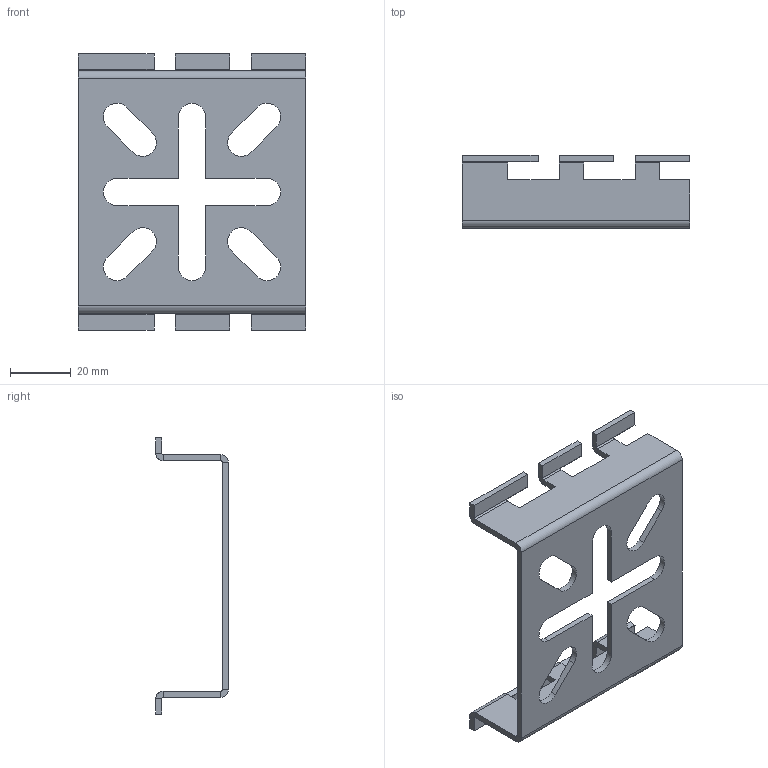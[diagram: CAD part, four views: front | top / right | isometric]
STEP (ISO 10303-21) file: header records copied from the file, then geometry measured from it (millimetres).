
FILE_DESCRIPTION (( 'STEP AP203' ), '1' );
FILE_NAME ('00406528.STEP', '2021-07-08T02:54:49', ( '' ), ( '' ), 'SwSTEP 2.0', 'SolidWorks 2020', '' );
FILE_SCHEMA (( 'CONFIG_CONTROL_DESIGN' ));
Length unit declared in the file: millimetre
Products named in the file (1): 00406528
Bounding box: 75 x 24 x 91 mm (x, y, z)
Volume: 14994.9 mm3; surface area: 17125.9 mm2
Topology: 1 solids, 1 shells, 135 faces, 335 edges, 202 vertices
Faces by surface type: plane 102, cylinder 33
Entity records: 4012 total; most frequent: DIRECTION 685, CARTESIAN_POINT 673, ORIENTED_EDGE 670, EDGE_CURVE 335, VECTOR 257, LINE 257, AXIS2_PLACEMENT_3D 214, VERTEX_POINT 202
